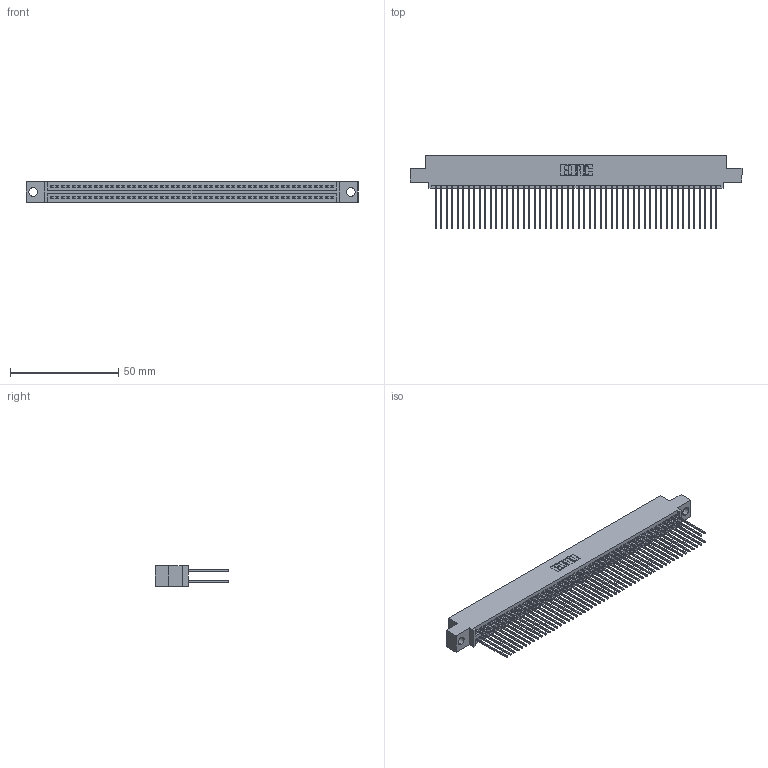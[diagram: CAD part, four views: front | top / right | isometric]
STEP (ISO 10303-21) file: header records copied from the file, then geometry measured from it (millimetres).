
FILE_DESCRIPTION (( 'STEP AP203' ), '1' );
FILE_NAME ('395-104-541-504.STEP', '2021-06-17T16:04:49', ( '' ), ( '' ), 'SwSTEP 2.0', 'SolidWorks 2020', '' );
FILE_SCHEMA (( 'CONFIG_CONTROL_DESIGN' ));
Length unit declared in the file: inch
Products named in the file (3): 345 Part_0.110 Offset - 0.156 Dia-TI; 395-104-541-504; 345-292-001_345-293-141
Assembly tree (105 placements, depth 2):
  395-104-541-504
    345 Part_0.110 Offset - 0.156 Dia-TI
    345-292-001_345-293-141  x104
Bounding box: 153.29 x 33.96 x 9.4 mm (x, y, z)
Volume: 15400.8 mm3; surface area: 25707.9 mm2
Topology: 105 solids, 105 shells, 5344 faces, 15885 edges, 10450 vertices
Faces by surface type: plane 3530, cylinder 1814
Entity records: 40023 total; most frequent: CARTESIAN_POINT 6706, ORIENTED_EDGE 6638, DIRECTION 5899, EDGE_CURVE 3319, VECTOR 2979, LINE 2979, VERTEX_POINT 2210, AXIS2_PLACEMENT_3D 1460
